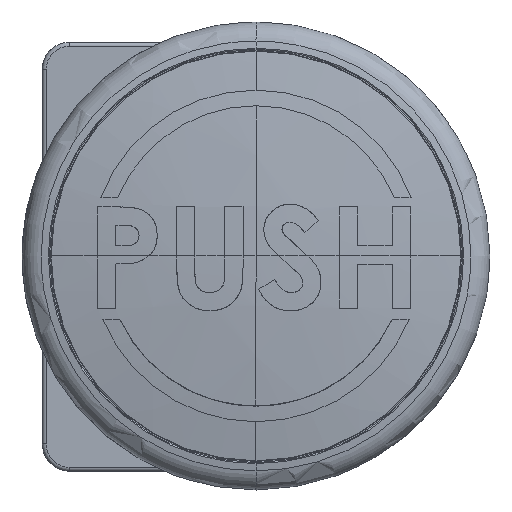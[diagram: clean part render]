
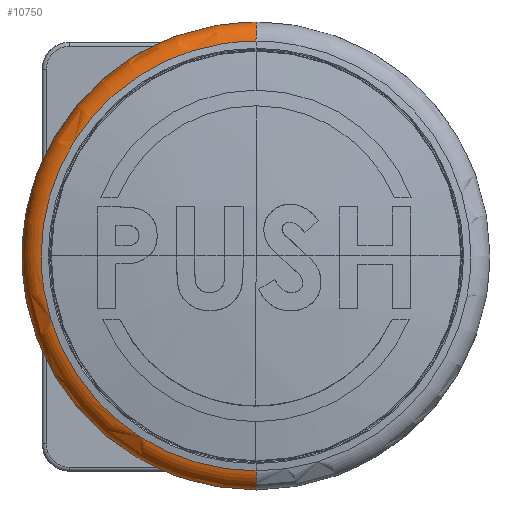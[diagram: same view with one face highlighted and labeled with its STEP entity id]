
A CAD part, top view. The second image highlights one B-rep face of the part: STEP entity #10750.
In plain terms, the highlighted toroidal (fillet/blend) face has major radius 27 mm and minor radius 3 mm.
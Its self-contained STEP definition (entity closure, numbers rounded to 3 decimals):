
#279 = CARTESIAN_POINT ( 'NONE',  ( -1.803, -27.545, 60.475 ) ) ;
#588 = CARTESIAN_POINT ( 'NONE',  ( -27.545, -1.803, 60.475 ) ) ;
#1942 = CARTESIAN_POINT ( 'NONE',  ( -21.902, -16.802, 60.475 ) ) ;
#2462 = AXIS2_PLACEMENT_3D ( 'NONE', #50646, #45423, #5349 ) ;
#3932 = CARTESIAN_POINT ( 'NONE',  ( -24.759, 12.207, 60.475 ) ) ;
#4203 = B_SPLINE_CURVE_WITH_KNOTS ( 'NONE', 3,
 ( #57146, #35536, #43730, #4223, #17431, #3932, #26772, #22108, #52486, #39925, #21236, #34939, #20930, #57737, #29977, #8341, #52773, #39041 ),
 .UNSPECIFIED., .F., .F.,
 ( 4, 2, 2, 2, 2, 2, 2, 2, 4 ),
 ( 0., 0.125, 0.25, 0.375, 0.5, 0.625, 0.75, 0.875, 1. ),
 .UNSPECIFIED. ) ;
#4223 = CARTESIAN_POINT ( 'NONE',  ( -26.664, 7.142, 60.475 ) ) ;
#4390 = CARTESIAN_POINT ( 'NONE',  ( -3.606, -27.368, 60.475 ) ) ;
#4478 = EDGE_CURVE ( 'NONE', #55724, #52503, #24973, .T. ) ;
#5251 = AXIS2_PLACEMENT_3D ( 'NONE', #39506, #21405, #47691 ) ;
#5349 = DIRECTION ( 'NONE',  ( 0., 1., 0. ) ) ;
#6333 = CARTESIAN_POINT ( 'NONE',  ( -26.139, -8.876, 60.475 ) ) ;
#7481 = ORIENTED_EDGE ( 'NONE', *, *, #16394, .T. ) ;
#8341 = CARTESIAN_POINT ( 'NONE',  ( -3.606, 27.368, 60.475 ) ) ;
#8473 = DIRECTION ( 'NONE',  ( -1., 0., 0. ) ) ;
#9374 = CARTESIAN_POINT ( 'NONE',  ( -24.759, -12.207, 60.475 ) ) ;
#10717 = CARTESIAN_POINT ( 'NONE',  ( -23.905, -13.804, 60.475 ) ) ;
#10750 = ADVANCED_FACE ( 'NONE', ( #36346 ), #36125, .T. ) ;
#12464 = ORIENTED_EDGE ( 'NONE', *, *, #50186, .F. ) ;
#12551 = CARTESIAN_POINT ( 'NONE',  ( 0., 27., 57.525 ) ) ;
#12757 = CARTESIAN_POINT ( 'NONE',  ( 0., 30., 57.525 ) ) ;
#13769 = CARTESIAN_POINT ( 'NONE',  ( -27.368, -3.606, 60.475 ) ) ;
#15132 = CARTESIAN_POINT ( 'NONE',  ( -13.804, -23.905, 60.475 ) ) ;
#15426 = AXIS2_PLACEMENT_3D ( 'NONE', #20560, #24932, #15885 ) ;
#15885 = DIRECTION ( 'NONE',  ( 0., 0., -1. ) ) ;
#16394 = EDGE_CURVE ( 'NONE', #24042, #21464, #39605, .T. ) ;
#16972 = DIRECTION ( 'NONE',  ( 0., 0., 1. ) ) ;
#17431 = CARTESIAN_POINT ( 'NONE',  ( -26.139, 8.876, 60.475 ) ) ;
#17882 = CARTESIAN_POINT ( 'NONE',  ( -20.752, -18.203, 60.475 ) ) ;
#18159 = CARTESIAN_POINT ( 'NONE',  ( -8.876, -26.139, 60.475 ) ) ;
#20560 = CARTESIAN_POINT ( 'NONE',  ( 0., -27., 57.525 ) ) ;
#20930 = CARTESIAN_POINT ( 'NONE',  ( -12.207, 24.759, 60.475 ) ) ;
#21224 = CARTESIAN_POINT ( 'NONE',  ( 0., -30., 57.525 ) ) ;
#21236 = CARTESIAN_POINT ( 'NONE',  ( -16.802, 21.902, 60.475 ) ) ;
#21405 = DIRECTION ( 'NONE',  ( 0., 0., -1. ) ) ;
#21464 = VERTEX_POINT ( 'NONE', #12757 ) ;
#22092 = CIRCLE ( 'NONE', #5251, 30. ) ;
#22108 = CARTESIAN_POINT ( 'NONE',  ( -21.902, 16.802, 60.475 ) ) ;
#24042 = VERTEX_POINT ( 'NONE', #30905 ) ;
#24932 = DIRECTION ( 'NONE',  ( 1., 0., 0. ) ) ;
#24973 = B_SPLINE_CURVE_WITH_KNOTS ( 'NONE', 3,
 ( #48858, #279, #4390, #40958, #18159, #37338, #15132, #32938, #35970, #17882, #1942, #10717, #9374, #6333, #28564, #13769, #588, #35411 ),
 .UNSPECIFIED., .F., .F.,
 ( 4, 2, 2, 2, 2, 2, 2, 2, 4 ),
 ( 0., 0.125, 0.25, 0.375, 0.5, 0.625, 0.75, 0.875, 1. ),
 .UNSPECIFIED. ) ;
#26772 = CARTESIAN_POINT ( 'NONE',  ( -23.905, 13.804, 60.475 ) ) ;
#28564 = CARTESIAN_POINT ( 'NONE',  ( -26.664, -7.142, 60.475 ) ) ;
#29977 = CARTESIAN_POINT ( 'NONE',  ( -7.142, 26.664, 60.475 ) ) ;
#30905 = CARTESIAN_POINT ( 'NONE',  ( 0., 27.545, 60.475 ) ) ;
#31330 = CIRCLE ( 'NONE', #15426, 3. ) ;
#32938 = CARTESIAN_POINT ( 'NONE',  ( -16.802, -21.902, 60.475 ) ) ;
#33338 = VERTEX_POINT ( 'NONE', #21224 ) ;
#34939 = CARTESIAN_POINT ( 'NONE',  ( -13.804, 23.905, 60.475 ) ) ;
#35411 = CARTESIAN_POINT ( 'NONE',  ( -27.545, 0., 60.475 ) ) ;
#35536 = CARTESIAN_POINT ( 'NONE',  ( -27.545, 1.803, 60.475 ) ) ;
#35970 = CARTESIAN_POINT ( 'NONE',  ( -18.203, -20.752, 60.475 ) ) ;
#36125 = TOROIDAL_SURFACE ( 'NONE', #2462, 27., 3. ) ;
#36346 = FACE_OUTER_BOUND ( 'NONE', #36437, .T. ) ;
#36437 = EDGE_LOOP ( 'NONE', ( #49489, #38395, #38236, #7481, #12464 ) ) ;
#37338 = CARTESIAN_POINT ( 'NONE',  ( -12.207, -24.759, 60.475 ) ) ;
#38236 = ORIENTED_EDGE ( 'NONE', *, *, #47665, .T. ) ;
#38395 = ORIENTED_EDGE ( 'NONE', *, *, #4478, .T. ) ;
#39041 = CARTESIAN_POINT ( 'NONE',  ( 0., 27.545, 60.475 ) ) ;
#39506 = CARTESIAN_POINT ( 'NONE',  ( 0., 0., 57.525 ) ) ;
#39605 = CIRCLE ( 'NONE', #47975, 3. ) ;
#39925 = CARTESIAN_POINT ( 'NONE',  ( -18.203, 20.752, 60.475 ) ) ;
#40958 = CARTESIAN_POINT ( 'NONE',  ( -7.142, -26.664, 60.475 ) ) ;
#43730 = CARTESIAN_POINT ( 'NONE',  ( -27.368, 3.606, 60.475 ) ) ;
#45423 = DIRECTION ( 'NONE',  ( 0., 0., -1. ) ) ;
#47238 = CARTESIAN_POINT ( 'NONE',  ( -27.545, 0., 60.475 ) ) ;
#47665 = EDGE_CURVE ( 'NONE', #52503, #24042, #4203, .T. ) ;
#47691 = DIRECTION ( 'NONE',  ( 0., 1., 0. ) ) ;
#47975 = AXIS2_PLACEMENT_3D ( 'NONE', #12551, #8473, #16972 ) ;
#48735 = EDGE_CURVE ( 'NONE', #55724, #33338, #31330, .T. ) ;
#48858 = CARTESIAN_POINT ( 'NONE',  ( 0., -27.545, 60.475 ) ) ;
#49489 = ORIENTED_EDGE ( 'NONE', *, *, #48735, .F. ) ;
#50186 = EDGE_CURVE ( 'NONE', #33338, #21464, #22092, .T. ) ;
#50646 = CARTESIAN_POINT ( 'NONE',  ( 0., 0., 57.525 ) ) ;
#52486 = CARTESIAN_POINT ( 'NONE',  ( -20.752, 18.203, 60.475 ) ) ;
#52503 = VERTEX_POINT ( 'NONE', #47238 ) ;
#52773 = CARTESIAN_POINT ( 'NONE',  ( -1.803, 27.545, 60.475 ) ) ;
#55105 = CARTESIAN_POINT ( 'NONE',  ( 0., -27.545, 60.475 ) ) ;
#55724 = VERTEX_POINT ( 'NONE', #55105 ) ;
#57146 = CARTESIAN_POINT ( 'NONE',  ( -27.545, 0., 60.475 ) ) ;
#57737 = CARTESIAN_POINT ( 'NONE',  ( -8.876, 26.139, 60.475 ) ) ;
